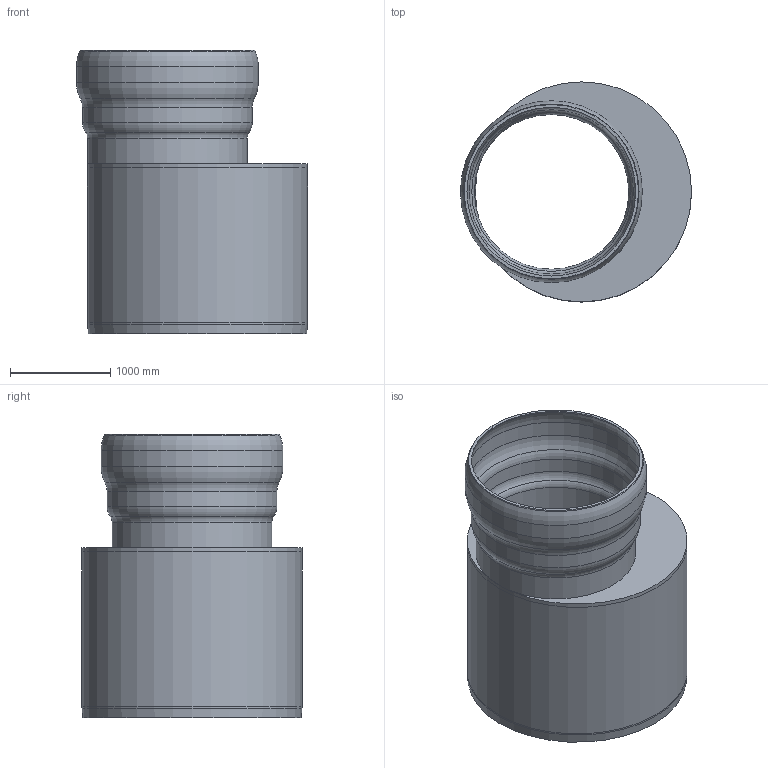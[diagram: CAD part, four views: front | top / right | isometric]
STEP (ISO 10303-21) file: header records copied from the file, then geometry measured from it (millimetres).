
FILE_DESCRIPTION(/* description */ (''),/* implementation_level */ '2;1');
FILE_NAME(/* name */ '00601.FG0X_3D.stp',/* time_stamp */ '2024-12-11T12:58:29+01:00',/* author */ ('CAD'),/* organization */ (''),/* preprocessor_version */ 'ST-DEVELOPER v20',/* originating_system */ 'AutoCAD Mechanical',/* authorisation */ '');
FILE_SCHEMA (('AUTOMOTIVE_DESIGN { 1 0 10303 214 3 1 1 }'));
Length unit declared in the file: centimetre
Products named in the file (2): Product; *S0
Assembly tree (1 placements, depth 2):
  Product
    *S0
Bounding box: 2300 x 2190 x 2820 mm (x, y, z)
Volume: 553605731 mm3; surface area: 39552338.8 mm2
Topology: 3 solids, 3 shells, 32 faces, 74 edges, 48 vertices
Faces by surface type: torus 12, cylinder 10, plane 6, cone 4
Full cylindrical faces by diameter (mm): 1540 x2, 1590 x1, 1640 x1, 1690 x1, 1760 x1, 1810 x1, 2132 x1, 2190 x2
Entity records: 999 total; most frequent: DIRECTION 204, CARTESIAN_POINT 157, ORIENTED_EDGE 148, AXIS2_PLACEMENT_3D 95, EDGE_CURVE 74, CIRCLE 60, VERTEX_POINT 48, EDGE_LOOP 38
